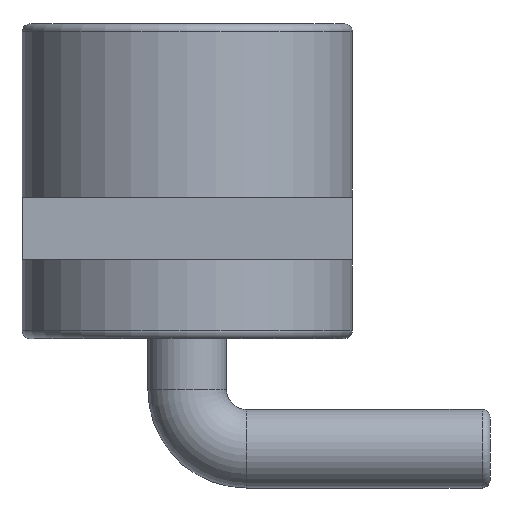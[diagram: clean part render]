
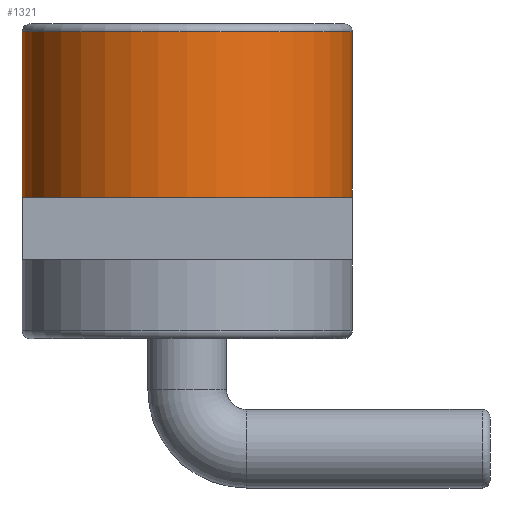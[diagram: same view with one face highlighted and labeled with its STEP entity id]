
A CAD part, left-side view. The second image highlights one B-rep face of the part: STEP entity #1321.
In plain terms, the highlighted cylindrical face has radius 2.1 mm (diameter 4.2 mm), a partial arc.
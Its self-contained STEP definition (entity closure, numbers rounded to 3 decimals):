
#164=FACE_OUTER_BOUND('',#278,.T.);
#278=EDGE_LOOP('',(#1037,#1038,#1039,#1040,#1041));
#367=LINE('',#2240,#434);
#390=LINE('',#2328,#457);
#434=VECTOR('',#1751,10.);
#457=VECTOR('',#1854,10.);
#520=CIRCLE('',#1488,2.1);
#527=CIRCLE('',#1505,2.1);
#528=CIRCLE('',#1508,2.1);
#626=VERTEX_POINT('',#2237);
#627=VERTEX_POINT('',#2239);
#639=VERTEX_POINT('',#2270);
#650=VERTEX_POINT('',#2313);
#652=VERTEX_POINT('',#2319);
#752=EDGE_CURVE('',#627,#626,#367,.T.);
#771=EDGE_CURVE('',#639,#626,#520,.T.);
#793=EDGE_CURVE('',#652,#650,#527,.T.);
#795=EDGE_CURVE('',#650,#627,#528,.T.);
#796=EDGE_CURVE('',#652,#639,#390,.T.);
#1037=ORIENTED_EDGE('',*,*,#771,.F.);
#1038=ORIENTED_EDGE('',*,*,#796,.F.);
#1039=ORIENTED_EDGE('',*,*,#793,.T.);
#1040=ORIENTED_EDGE('',*,*,#795,.T.);
#1041=ORIENTED_EDGE('',*,*,#752,.T.);
#1259=CYLINDRICAL_SURFACE('',#1510,2.1);
#1321=ADVANCED_FACE('',(#164),#1259,.T.);
#1488=AXIS2_PLACEMENT_3D('',#2277,#1792,#1793);
#1505=AXIS2_PLACEMENT_3D('',#2321,#1841,#1842);
#1508=AXIS2_PLACEMENT_3D('',#2325,#1848,#1849);
#1510=AXIS2_PLACEMENT_3D('',#2327,#1852,#1853);
#1751=DIRECTION('',(0.,0.,1.));
#1792=DIRECTION('center_axis',(0.,0.,1.));
#1793=DIRECTION('ref_axis',(-1.,0.,0.));
#1841=DIRECTION('center_axis',(0.,0.,1.));
#1842=DIRECTION('ref_axis',(0.,1.,0.));
#1848=DIRECTION('center_axis',(0.,0.,1.));
#1849=DIRECTION('ref_axis',(0.,1.,0.));
#1852=DIRECTION('center_axis',(0.,0.,1.));
#1853=DIRECTION('ref_axis',(0.,1.,0.));
#1854=DIRECTION('',(0.,0.,1.));
#2237=CARTESIAN_POINT('',(-5.4,-2.1,3.9));
#2239=CARTESIAN_POINT('',(-5.4,-2.1,1.8));
#2240=CARTESIAN_POINT('',(-5.4,-2.1,0.));
#2270=CARTESIAN_POINT('',(-5.4,2.1,3.9));
#2277=CARTESIAN_POINT('Origin',(-5.4,0.,3.9));
#2313=CARTESIAN_POINT('',(-7.5,0.,1.8));
#2319=CARTESIAN_POINT('',(-5.4,2.1,1.8));
#2321=CARTESIAN_POINT('Origin',(-5.4,0.,1.8));
#2325=CARTESIAN_POINT('Origin',(-5.4,0.,1.8));
#2327=CARTESIAN_POINT('Origin',(-5.4,0.,0.));
#2328=CARTESIAN_POINT('',(-5.4,2.1,0.));
